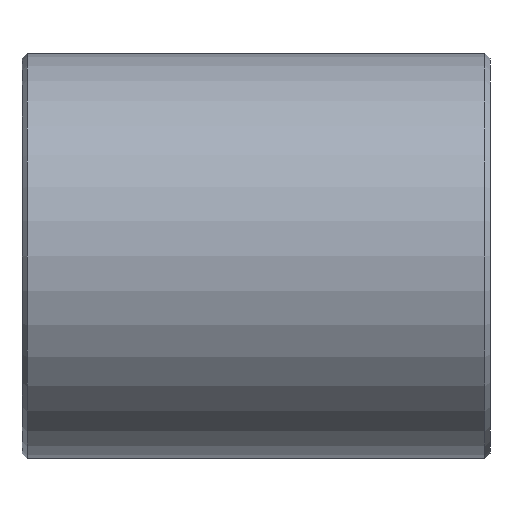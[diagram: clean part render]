
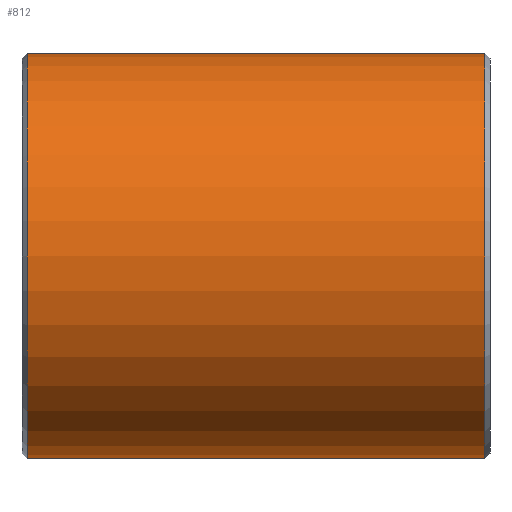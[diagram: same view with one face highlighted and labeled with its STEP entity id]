
A CAD part, left-side view. The second image highlights one B-rep face of the part: STEP entity #812.
In plain terms, the highlighted cylindrical face has radius 40 mm (diameter 80 mm), a partial arc.
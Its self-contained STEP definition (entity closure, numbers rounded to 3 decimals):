
#14 = LINE ( 'NONE', #563, #204 ) ;
#33 = EDGE_LOOP ( 'NONE', ( #146, #464, #728, #793 ) ) ;
#65 = EDGE_CURVE ( 'NONE', #531, #343, #334, .T. ) ;
#109 = LINE ( 'NONE', #115, #601 ) ;
#112 = CARTESIAN_POINT ( 'NONE',  ( 0., 1., 0. ) ) ;
#115 = CARTESIAN_POINT ( 'NONE',  ( 0., 0., 40. ) ) ;
#121 = VERTEX_POINT ( 'NONE', #620 ) ;
#132 = AXIS2_PLACEMENT_3D ( 'NONE', #112, #251, #556 ) ;
#146 = ORIENTED_EDGE ( 'NONE', *, *, #704, .F. ) ;
#179 = CYLINDRICAL_SURFACE ( 'NONE', #294, 40. ) ;
#197 = DIRECTION ( 'NONE',  ( 0., 0., -1. ) ) ;
#204 = VECTOR ( 'NONE', #822, 1000. ) ;
#251 = DIRECTION ( 'NONE',  ( 0., -1., 0. ) ) ;
#261 = DIRECTION ( 'NONE',  ( 0., -1., 0. ) ) ;
#278 = EDGE_CURVE ( 'NONE', #121, #343, #14, .T. ) ;
#294 = AXIS2_PLACEMENT_3D ( 'NONE', #599, #780, #197 ) ;
#334 = CIRCLE ( 'NONE', #132, 40. ) ;
#343 = VERTEX_POINT ( 'NONE', #705 ) ;
#464 = ORIENTED_EDGE ( 'NONE', *, *, #797, .T. ) ;
#479 = VERTEX_POINT ( 'NONE', #523 ) ;
#493 = DIRECTION ( 'NONE',  ( 0., 0., -1. ) ) ;
#523 = CARTESIAN_POINT ( 'NONE',  ( 0., 91.5, 40. ) ) ;
#531 = VERTEX_POINT ( 'NONE', #724 ) ;
#556 = DIRECTION ( 'NONE',  ( 0., 0., -1. ) ) ;
#563 = CARTESIAN_POINT ( 'NONE',  ( 0., 0., -40. ) ) ;
#599 = CARTESIAN_POINT ( 'NONE',  ( 0., 0., 0. ) ) ;
#601 = VECTOR ( 'NONE', #261, 1000. ) ;
#620 = CARTESIAN_POINT ( 'NONE',  ( 0., 91.5, -40. ) ) ;
#704 = EDGE_CURVE ( 'NONE', #479, #531, #109, .T. ) ;
#705 = CARTESIAN_POINT ( 'NONE',  ( 0., 1., -40. ) ) ;
#720 = DIRECTION ( 'NONE',  ( 0., -1., 0. ) ) ;
#724 = CARTESIAN_POINT ( 'NONE',  ( 0., 1., 40. ) ) ;
#728 = ORIENTED_EDGE ( 'NONE', *, *, #278, .T. ) ;
#730 = CIRCLE ( 'NONE', #791, 40. ) ;
#767 = FACE_OUTER_BOUND ( 'NONE', #33, .T. ) ;
#780 = DIRECTION ( 'NONE',  ( 0., -1., 0. ) ) ;
#787 = CARTESIAN_POINT ( 'NONE',  ( 0., 91.5, 0. ) ) ;
#791 = AXIS2_PLACEMENT_3D ( 'NONE', #787, #720, #493 ) ;
#793 = ORIENTED_EDGE ( 'NONE', *, *, #65, .F. ) ;
#797 = EDGE_CURVE ( 'NONE', #479, #121, #730, .T. ) ;
#812 = ADVANCED_FACE ( 'NONE', ( #767 ), #179, .T. ) ;
#822 = DIRECTION ( 'NONE',  ( 0., -1., 0. ) ) ;
